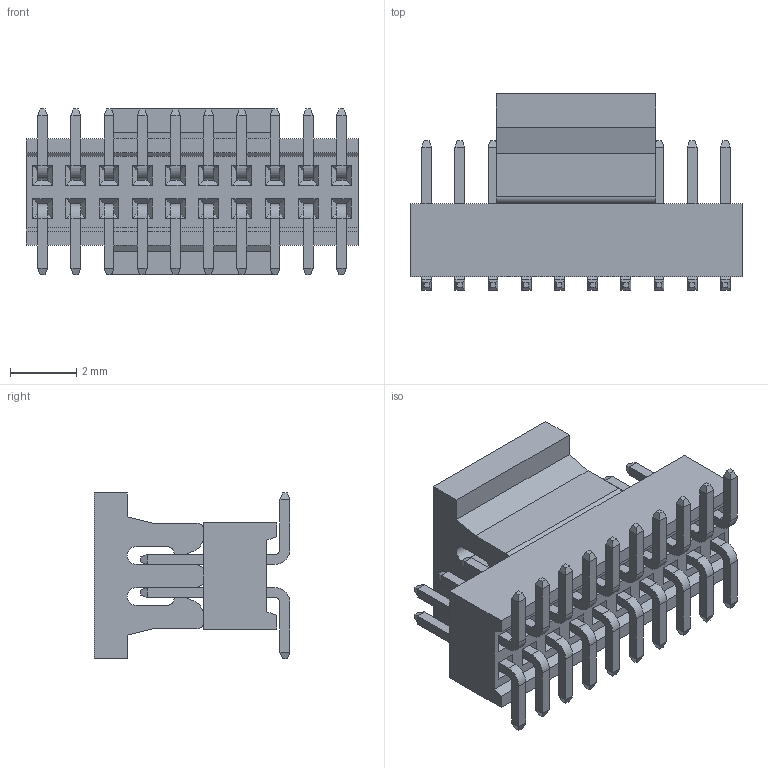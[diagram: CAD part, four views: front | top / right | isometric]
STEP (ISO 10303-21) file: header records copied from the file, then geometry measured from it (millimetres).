
FILE_DESCRIPTION( ('This file contains a STEP AP42 implementation' ,'as created by ZW3D STEP Interface translator.') ,'2;1' );
FILE_NAME( '1522-12XXXXM062XXXX(拸翐).stp' ,'23 314.142058', (''), ('ZWCAD Software Co.'), 'Version 1.0', 'ZW3D to STEP translator', '' );
FILE_SCHEMA(('AUTOMOTIVE_DESIGN { 1 0 10303 214 1 1 1 1 }'));
Length unit declared in the file: millimetre
Products named in the file (5): 0; 1522-1210XXM062XXXX(拸翐); G1522-2; T1130-R_6; CAP1510-G202_6
Assembly tree (22 placements, depth 2):
  0
  1522-1210XXM062XXXX(拸翐)
    G1522-2
    T1130-R_6  x20
    CAP1510-G202_6
Bounding box: 10 x 5.9 x 5 mm (x, y, z)
Volume: 120.2 mm3; surface area: 453.9 mm2
Topology: 22 solids, 22 shells, 564 faces, 1320 edges, 800 vertices
Faces by surface type: plane 512, cylinder 52
Entity records: 7081 total; most frequent: CARTESIAN_POINT 1174, DIRECTION 1128, ORIENTED_EDGE 1120, EDGE_CURVE 560, VECTOR 532, LINE 532, VERTEX_POINT 344, AXIS2_PLACEMENT_3D 298
